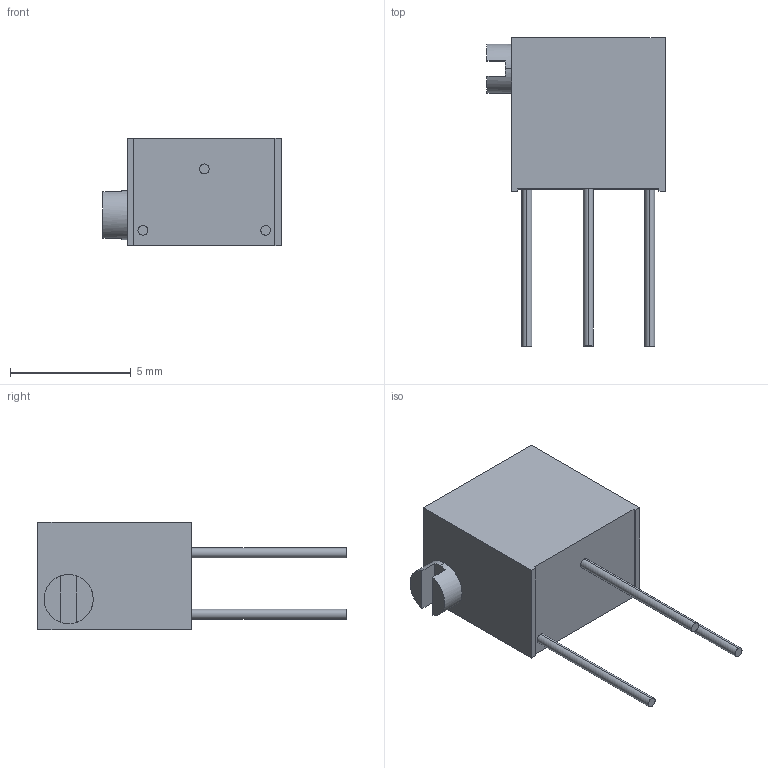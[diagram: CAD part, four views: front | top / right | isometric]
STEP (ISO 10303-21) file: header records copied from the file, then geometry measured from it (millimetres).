
FILE_DESCRIPTION (( 'STEP AP214' ), '1' );
FILE_NAME ('Trimmer1240X.STEP', '2020-09-23T08:05:19', ( '' ), ( '' ), 'SwSTEP 2.0', 'SolidWorks 2015', '' );
FILE_SCHEMA (( 'AUTOMOTIVE_DESIGN' ));
Length unit declared in the file: millimetre
Products named in the file (1): Trimmer1240X
Bounding box: 7.37 x 12.75 x 4.45 mm (x, y, z)
Volume: 181.7 mm3; surface area: 227 mm2
Topology: 1 solids, 1 shells, 26 faces, 60 edges, 40 vertices
Faces by surface type: plane 18, cylinder 8
Entity records: 1064 total; most frequent: DIRECTION 134, CARTESIAN_POINT 127, ORIENTED_EDGE 120, EDGE_CURVE 60, AXIS2_PLACEMENT_3D 47, VECTOR 40, VERTEX_POINT 40, LINE 40
